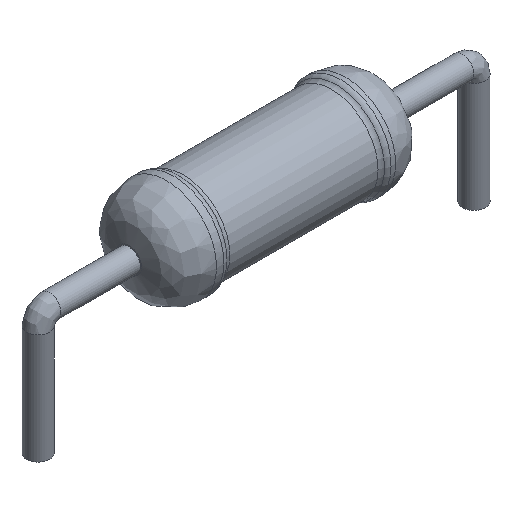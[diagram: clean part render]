
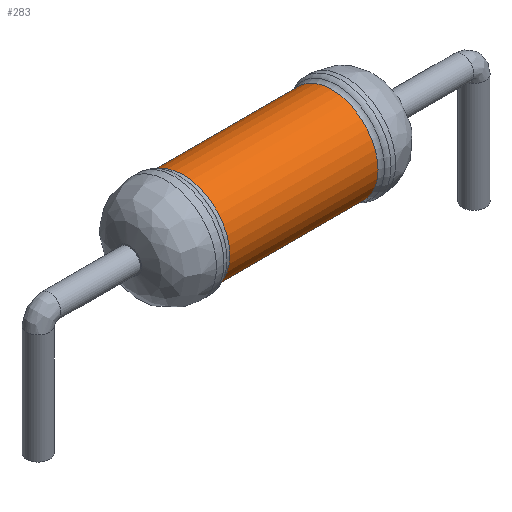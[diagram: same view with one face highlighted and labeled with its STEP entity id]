
A CAD part, isometric view. The second image highlights one B-rep face of the part: STEP entity #283.
In plain terms, the highlighted cylindrical face has radius 1.3 mm (diameter 2.6 mm), a full revolution.
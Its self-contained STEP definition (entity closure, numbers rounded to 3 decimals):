
#33=LINE('',#486,#40);
#40=VECTOR('',#382,1.3);
#54=CYLINDRICAL_SURFACE('',#324,1.3);
#63=FACE_OUTER_BOUND('',#82,.T.);
#82=EDGE_LOOP('',(#211,#212,#213,#214,#215,#216));
#105=CIRCLE('',#321,1.3);
#106=CIRCLE('',#322,1.3);
#108=CIRCLE('',#325,1.3);
#109=CIRCLE('',#326,1.3);
#132=VERTEX_POINT('',#479);
#133=VERTEX_POINT('',#480);
#134=VERTEX_POINT('',#485);
#135=VERTEX_POINT('',#487);
#160=EDGE_CURVE('',#132,#133,#105,.T.);
#161=EDGE_CURVE('',#133,#132,#106,.T.);
#163=EDGE_CURVE('',#133,#134,#33,.T.);
#164=EDGE_CURVE('',#135,#134,#108,.T.);
#165=EDGE_CURVE('',#134,#135,#109,.T.);
#211=ORIENTED_EDGE('',*,*,#160,.F.);
#212=ORIENTED_EDGE('',*,*,#161,.F.);
#213=ORIENTED_EDGE('',*,*,#163,.T.);
#214=ORIENTED_EDGE('',*,*,#164,.F.);
#215=ORIENTED_EDGE('',*,*,#165,.F.);
#216=ORIENTED_EDGE('',*,*,#163,.F.);
#283=ADVANCED_FACE('',(#63),#54,.T.);
#321=AXIS2_PLACEMENT_3D('',#481,#374,#375);
#322=AXIS2_PLACEMENT_3D('',#482,#376,#377);
#324=AXIS2_PLACEMENT_3D('',#484,#380,#381);
#325=AXIS2_PLACEMENT_3D('',#488,#383,#384);
#326=AXIS2_PLACEMENT_3D('',#489,#385,#386);
#374=DIRECTION('center_axis',(-1.,0.,0.));
#375=DIRECTION('ref_axis',(0.,1.,0.));
#376=DIRECTION('center_axis',(-1.,0.,0.));
#377=DIRECTION('ref_axis',(0.,1.,0.));
#380=DIRECTION('center_axis',(1.,0.,0.));
#381=DIRECTION('ref_axis',(0.,-1.,0.));
#382=DIRECTION('',(1.,0.,0.));
#383=DIRECTION('center_axis',(1.,0.,0.));
#384=DIRECTION('ref_axis',(0.,-1.,0.));
#385=DIRECTION('center_axis',(1.,0.,0.));
#386=DIRECTION('ref_axis',(0.,-1.,0.));
#479=CARTESIAN_POINT('',(4.064,-1.3,1.4));
#480=CARTESIAN_POINT('',(4.064,1.3,1.4));
#481=CARTESIAN_POINT('Origin',(4.064,0.,1.4));
#482=CARTESIAN_POINT('Origin',(4.064,0.,1.4));
#484=CARTESIAN_POINT('Origin',(3.891,0.,1.4));
#485=CARTESIAN_POINT('',(8.21,1.3,1.4));
#486=CARTESIAN_POINT('',(3.891,1.3,1.4));
#487=CARTESIAN_POINT('',(8.21,0.,0.1));
#488=CARTESIAN_POINT('Origin',(8.21,0.,1.4));
#489=CARTESIAN_POINT('Origin',(8.21,0.,1.4));
